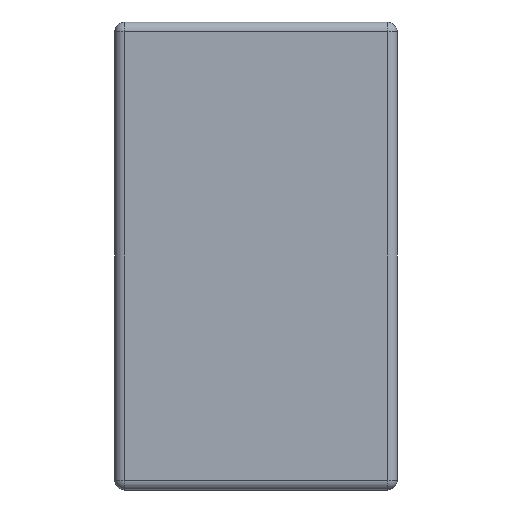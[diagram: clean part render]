
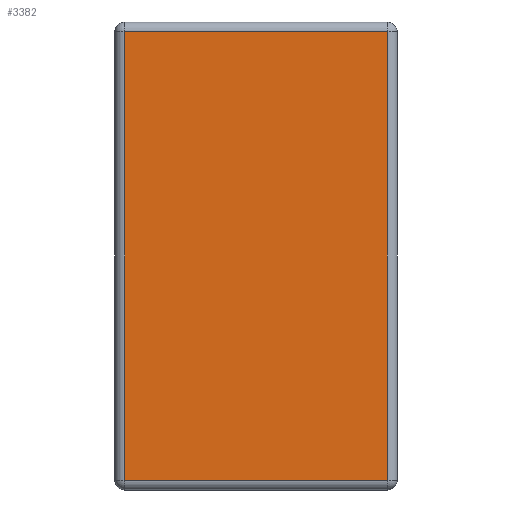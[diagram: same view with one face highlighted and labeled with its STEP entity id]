
A CAD part, left-side view. The second image highlights one B-rep face of the part: STEP entity #3382.
In plain terms, the highlighted planar face has unit normal (-1, 0, 0).
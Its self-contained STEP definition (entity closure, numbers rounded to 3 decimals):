
#81 = CARTESIAN_POINT ( 'NONE',  ( 0., 0.06, -0.06 ) ) ;
#249 = DIRECTION ( 'NONE',  ( 0., 0., -1. ) ) ;
#268 = DIRECTION ( 'NONE',  ( 0., 0., 1. ) ) ;
#270 = DIRECTION ( 'NONE',  ( -1., 0., 0. ) ) ;
#467 = ORIENTED_EDGE ( 'NONE', *, *, #3330, .T. ) ;
#650 = VECTOR ( 'NONE', #4202, 1000. ) ;
#654 = AXIS2_PLACEMENT_3D ( 'NONE', #2650, #270, #1677 ) ;
#766 = ORIENTED_EDGE ( 'NONE', *, *, #4527, .T. ) ;
#948 = DIRECTION ( 'NONE',  ( 0., -1., 0. ) ) ;
#1028 = VECTOR ( 'NONE', #249, 1000. ) ;
#1033 = VECTOR ( 'NONE', #948, 1000. ) ;
#1089 = VERTEX_POINT ( 'NONE', #3481 ) ;
#1226 = FACE_OUTER_BOUND ( 'NONE', #4005, .T. ) ;
#1297 = EDGE_CURVE ( 'NONE', #2334, #4098, #4518, .T. ) ;
#1364 = CARTESIAN_POINT ( 'NONE',  ( 0., 0.06, 0. ) ) ;
#1390 = CARTESIAN_POINT ( 'NONE',  ( 0., 1.69, -0.06 ) ) ;
#1677 = DIRECTION ( 'NONE',  ( 0., 0., 1. ) ) ;
#2008 = CARTESIAN_POINT ( 'NONE',  ( 0., 1.69, -2.9 ) ) ;
#2009 = VECTOR ( 'NONE', #268, 1000. ) ;
#2334 = VERTEX_POINT ( 'NONE', #4394 ) ;
#2650 = CARTESIAN_POINT ( 'NONE',  ( 0., 0., 0. ) ) ;
#2764 = ORIENTED_EDGE ( 'NONE', *, *, #3969, .T. ) ;
#3184 = VERTEX_POINT ( 'NONE', #1390 ) ;
#3330 = EDGE_CURVE ( 'NONE', #3184, #1089, #4437, .T. ) ;
#3382 = ADVANCED_FACE ( 'NONE', ( #1226 ), #3427, .T. ) ;
#3427 = PLANE ( 'NONE',  #654 ) ;
#3429 = ORIENTED_EDGE ( 'NONE', *, *, #1297, .T. ) ;
#3481 = CARTESIAN_POINT ( 'NONE',  ( 0., 1.69, -2.84 ) ) ;
#3701 = LINE ( 'NONE', #4059, #1033 ) ;
#3931 = LINE ( 'NONE', #4223, #650 ) ;
#3969 = EDGE_CURVE ( 'NONE', #4098, #3184, #3931, .T. ) ;
#4005 = EDGE_LOOP ( 'NONE', ( #766, #3429, #2764, #467 ) ) ;
#4059 = CARTESIAN_POINT ( 'NONE',  ( 0., 0., -2.84 ) ) ;
#4098 = VERTEX_POINT ( 'NONE', #81 ) ;
#4202 = DIRECTION ( 'NONE',  ( 0., 1., 0. ) ) ;
#4223 = CARTESIAN_POINT ( 'NONE',  ( 0., 1.75, -0.06 ) ) ;
#4394 = CARTESIAN_POINT ( 'NONE',  ( 0., 0.06, -2.84 ) ) ;
#4437 = LINE ( 'NONE', #2008, #1028 ) ;
#4518 = LINE ( 'NONE', #1364, #2009 ) ;
#4527 = EDGE_CURVE ( 'NONE', #1089, #2334, #3701, .T. ) ;
